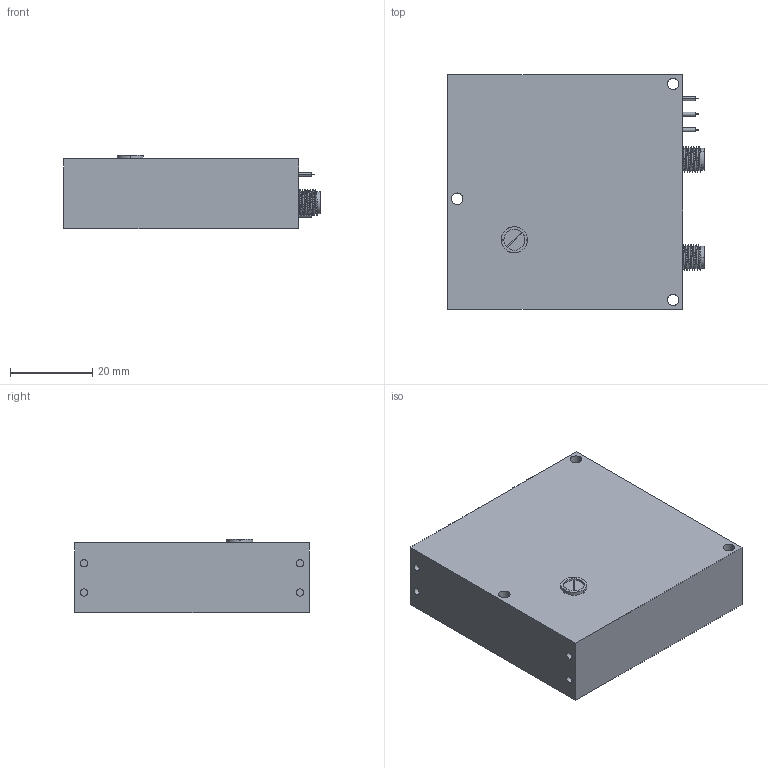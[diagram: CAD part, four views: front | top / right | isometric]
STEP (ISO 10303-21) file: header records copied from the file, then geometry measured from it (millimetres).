
FILE_DESCRIPTION (( 'STEP AP203' ), '1' );
FILE_NAME ('SOP-10201113-SF-E1.STEP', '2019-04-08T18:48:03', ( '' ), ( '' ), 'SwSTEP 2.0', 'SolidWorks 2016', '' );
FILE_SCHEMA (( 'CONFIG_CONTROL_DESIGN' ));
Length unit declared in the file: inch
Products named in the file (1): SOP-10201113-SF-E1
Bounding box: 62.44 x 57.15 x 17.92 mm (x, y, z)
Volume: 55928.8 mm3; surface area: 12546.5 mm2
Topology: 12 solids, 12 shells, 245 faces, 603 edges, 396 vertices
Faces by surface type: cylinder 161, plane 64, bspline 9, cone 7, sphere 4
Entity records: 11929 total; most frequent: CARTESIAN_POINT 6515, ORIENTED_EDGE 1170, DIRECTION 1062, EDGE_CURVE 585, AXIS2_PLACEMENT_3D 425, VERTEX_POINT 388, EDGE_LOOP 283, ADVANCED_FACE 245
